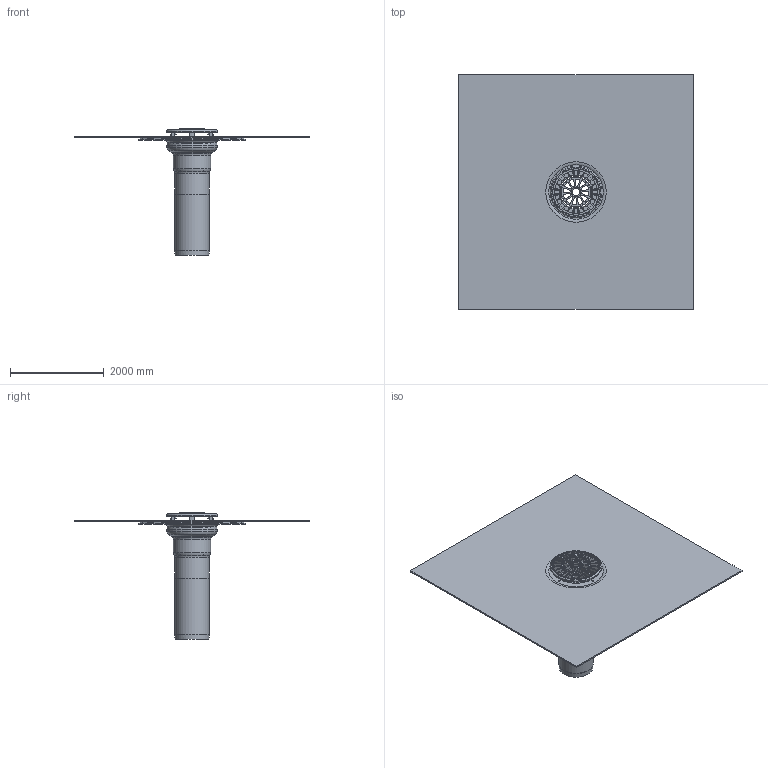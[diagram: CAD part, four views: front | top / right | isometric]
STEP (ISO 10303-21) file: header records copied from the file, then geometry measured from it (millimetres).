
FILE_DESCRIPTION(/* description */ (''),/* implementation_level */ '2;1');
FILE_NAME(/* name */ '15271.070X_3D.stp',/* time_stamp */ '2024-12-11T14:55:40+01:00',/* author */ ('CAD'),/* organization */ (''),/* preprocessor_version */ 'ST-DEVELOPER v20',/* originating_system */ 'AutoCAD Mechanical',/* authorisation */ '');
FILE_SCHEMA (('AUTOMOTIVE_DESIGN { 1 0 10303 214 3 1 1 }'));
Length unit declared in the file: centimetre
Products named in the file (2): Product; *S0
Assembly tree (1 placements, depth 2):
  Product
    *S0
Bounding box: 5000 x 5000 x 2697.7 mm (x, y, z)
Volume: 1000055685.4 mm3; surface area: 76050719.3 mm2
Topology: 8 solids, 8 shells, 477 faces, 1384 edges, 915 vertices
Faces by surface type: cylinder 247, plane 129, torus 52, cone 40, sphere 8, bspline 1
Full cylindrical faces by diameter (mm): 20 x8, 32 x2, 52 x2, 170 x1, 698 x2, 730 x2, 736 x1, 763 x1, 770 x2, 795 x1, 810 x1, 885 x1, 900 x1, 901 x1, 905 x1, 953.818 x1, 965 x2, 1100 x1
Entity records: 19297 total; most frequent: CARTESIAN_POINT 6421, ORIENTED_EDGE 2766, DIRECTION 2684, EDGE_CURVE 1383, AXIS2_PLACEMENT_3D 1075, VERTEX_POINT 913, CIRCLE 595, EDGE_LOOP 576
